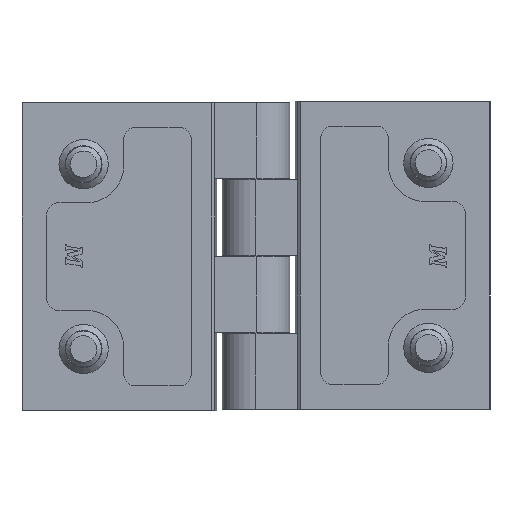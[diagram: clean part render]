
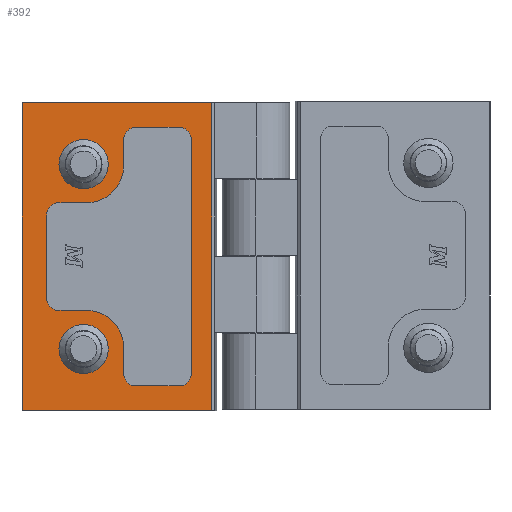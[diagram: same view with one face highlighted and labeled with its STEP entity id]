
A CAD part, front view. The second image highlights one B-rep face of the part: STEP entity #392.
In plain terms, the highlighted planar face has unit normal (0, -1, 0).
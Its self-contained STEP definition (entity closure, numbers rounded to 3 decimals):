
#392=ADVANCED_FACE('',(#726,#727,#728,#729),#730,.F.);
#726=FACE_BOUND('',#1372,.T.);
#727=FACE_OUTER_BOUND('',#1373,.T.);
#728=FACE_BOUND('',#1374,.T.);
#729=FACE_BOUND('',#1375,.T.);
#730=PLANE('',#1376);
#1372=EDGE_LOOP('',(#2257));
#1373=EDGE_LOOP('',(#2258,#2259,#2260,#2261));
#1374=EDGE_LOOP('',(#2262,#2263,#2264,#2265,#2266,#2267,#2268,#2269,#2270,#2271,#2272,#2273,#2274,#2275,#2276,#2277));
#1375=EDGE_LOOP('',(#2278));
#1376=AXIS2_PLACEMENT_3D('',#2279,#2280,#2281);
#2257=ORIENTED_EDGE('',*,*,#4555,.F.);
#2258=ORIENTED_EDGE('',*,*,#4637,.F.);
#2259=ORIENTED_EDGE('',*,*,#4664,.T.);
#2260=ORIENTED_EDGE('',*,*,#4642,.T.);
#2261=ORIENTED_EDGE('',*,*,#4665,.F.);
#2262=ORIENTED_EDGE('',*,*,#4575,.F.);
#2263=ORIENTED_EDGE('',*,*,#4666,.T.);
#2264=ORIENTED_EDGE('',*,*,#4579,.F.);
#2265=ORIENTED_EDGE('',*,*,#4667,.T.);
#2266=ORIENTED_EDGE('',*,*,#4581,.F.);
#2267=ORIENTED_EDGE('',*,*,#4668,.T.);
#2268=ORIENTED_EDGE('',*,*,#4584,.F.);
#2269=ORIENTED_EDGE('',*,*,#4669,.T.);
#2270=ORIENTED_EDGE('',*,*,#4588,.F.);
#2271=ORIENTED_EDGE('',*,*,#4670,.T.);
#2272=ORIENTED_EDGE('',*,*,#4590,.F.);
#2273=ORIENTED_EDGE('',*,*,#4671,.T.);
#2274=ORIENTED_EDGE('',*,*,#4593,.F.);
#2275=ORIENTED_EDGE('',*,*,#4672,.T.);
#2276=ORIENTED_EDGE('',*,*,#4597,.F.);
#2277=ORIENTED_EDGE('',*,*,#4673,.T.);
#2278=ORIENTED_EDGE('',*,*,#4553,.F.);
#2279=CARTESIAN_POINT('',(-2.6,-6.0,-50.0));
#2280=DIRECTION('',(-0.0,1.0,0.0));
#2281=DIRECTION('',(1.0,0.0,0.0));
#4553=EDGE_CURVE('',#5299,#5299,#5300,.T.);
#4555=EDGE_CURVE('',#5303,#5303,#5304,.T.);
#4575=EDGE_CURVE('',#5342,#5343,#5344,.T.);
#4579=EDGE_CURVE('',#5347,#5349,#5350,.T.);
#4581=EDGE_CURVE('',#5352,#5353,#5354,.T.);
#4584=EDGE_CURVE('',#5357,#5358,#5359,.T.);
#4588=EDGE_CURVE('',#5362,#5364,#5365,.T.);
#4590=EDGE_CURVE('',#5367,#5368,#5369,.T.);
#4593=EDGE_CURVE('',#5372,#5373,#5374,.T.);
#4597=EDGE_CURVE('',#5377,#5379,#5380,.T.);
#4637=EDGE_CURVE('',#5453,#5455,#5456,.T.);
#4642=EDGE_CURVE('',#5464,#5465,#5466,.T.);
#4664=EDGE_CURVE('',#5453,#5464,#5497,.T.);
#4665=EDGE_CURVE('',#5455,#5465,#5498,.T.);
#4666=EDGE_CURVE('',#5342,#5349,#5499,.F.);
#4667=EDGE_CURVE('',#5347,#5353,#5500,.T.);
#4668=EDGE_CURVE('',#5352,#5358,#5501,.T.);
#4669=EDGE_CURVE('',#5357,#5364,#5502,.F.);
#4670=EDGE_CURVE('',#5362,#5368,#5503,.T.);
#4671=EDGE_CURVE('',#5367,#5373,#5504,.T.);
#4672=EDGE_CURVE('',#5372,#5379,#5505,.T.);
#4673=EDGE_CURVE('',#5377,#5343,#5506,.T.);
#5299=VERTEX_POINT('',#6639);
#5300=CIRCLE('',#6640,4.0);
#5303=VERTEX_POINT('',#6643);
#5304=CIRCLE('',#6644,4.0);
#5342=VERTEX_POINT('',#6754);
#5343=VERTEX_POINT('',#6755);
#5344=LINE('',#6756,#6757);
#5347=VERTEX_POINT('',#6762);
#5349=VERTEX_POINT('',#6765);
#5350=LINE('',#6766,#6767);
#5352=VERTEX_POINT('',#6770);
#5353=VERTEX_POINT('',#6771);
#5354=LINE('',#6772,#6773);
#5357=VERTEX_POINT('',#6778);
#5358=VERTEX_POINT('',#6779);
#5359=LINE('',#6780,#6781);
#5362=VERTEX_POINT('',#6786);
#5364=VERTEX_POINT('',#6789);
#5365=LINE('',#6790,#6791);
#5367=VERTEX_POINT('',#6794);
#5368=VERTEX_POINT('',#6795);
#5369=LINE('',#6796,#6797);
#5372=VERTEX_POINT('',#6802);
#5373=VERTEX_POINT('',#6803);
#5374=LINE('',#6804,#6805);
#5377=VERTEX_POINT('',#6810);
#5379=VERTEX_POINT('',#6813);
#5380=LINE('',#6814,#6815);
#5453=VERTEX_POINT('',#6920);
#5455=VERTEX_POINT('',#6923);
#5456=LINE('',#6924,#6925);
#5464=VERTEX_POINT('',#6936);
#5465=VERTEX_POINT('',#6937);
#5466=LINE('',#6938,#6939);
#5497=LINE('',#6990,#6991);
#5498=LINE('',#6992,#6993);
#5499=CIRCLE('',#6994,6.0);
#5500=CIRCLE('',#6995,2.0);
#5501=CIRCLE('',#6996,2.0);
#5502=CIRCLE('',#6997,6.0);
#5503=CIRCLE('',#6998,2.0);
#5504=CIRCLE('',#6999,2.0);
#5505=CIRCLE('',#7000,2.0);
#5506=CIRCLE('',#7001,2.0);
#6639=CARTESIAN_POINT('',(-28.0,-6.0,-44.0));
#6640=AXIS2_PLACEMENT_3D('',#8724,#8725,#8726);
#6643=CARTESIAN_POINT('',(-28.0,-6.0,-14.0));
#6644=AXIS2_PLACEMENT_3D('',#8730,#8731,#8732);
#6754=CARTESIAN_POINT('',(-21.5,-6.0,-39.75));
#6755=CARTESIAN_POINT('',(-21.5,-6.0,-44.0));
#6756=CARTESIAN_POINT('',(-21.5,-6.0,-33.75));
#6757=VECTOR('',#8765,1.0);
#6762=CARTESIAN_POINT('',(-32.0,-6.0,-33.75));
#6765=CARTESIAN_POINT('',(-27.5,-6.0,-33.75));
#6766=CARTESIAN_POINT('',(-34.0,-6.0,-33.75));
#6767=VECTOR('',#8769,1.0);
#6770=CARTESIAN_POINT('',(-34.0,-6.0,-18.25));
#6771=CARTESIAN_POINT('',(-34.0,-6.0,-31.75));
#6772=CARTESIAN_POINT('',(-34.0,-6.0,-16.25));
#6773=VECTOR('',#8771,1.0);
#6778=CARTESIAN_POINT('',(-27.5,-6.0,-16.25));
#6779=CARTESIAN_POINT('',(-32.0,-6.0,-16.25));
#6780=CARTESIAN_POINT('',(-21.5,-6.0,-16.25));
#6781=VECTOR('',#8774,1.0);
#6786=CARTESIAN_POINT('',(-21.5,-6.0,-6.0));
#6789=CARTESIAN_POINT('',(-21.5,-6.0,-10.25));
#6790=CARTESIAN_POINT('',(-21.5,-6.0,-4.0));
#6791=VECTOR('',#8778,1.0);
#6794=CARTESIAN_POINT('',(-12.5,-6.0,-4.0));
#6795=CARTESIAN_POINT('',(-19.5,-6.0,-4.0));
#6796=CARTESIAN_POINT('',(-10.5,-6.0,-4.0));
#6797=VECTOR('',#8780,1.0);
#6802=CARTESIAN_POINT('',(-10.5,-6.0,-44.0));
#6803=CARTESIAN_POINT('',(-10.5,-6.0,-6.0));
#6804=CARTESIAN_POINT('',(-10.5,-6.0,-46.0));
#6805=VECTOR('',#8783,1.0);
#6810=CARTESIAN_POINT('',(-19.5,-6.0,-46.0));
#6813=CARTESIAN_POINT('',(-12.5,-6.0,-46.0));
#6814=CARTESIAN_POINT('',(-21.5,-6.0,-46.0));
#6815=VECTOR('',#8787,1.0);
#6920=CARTESIAN_POINT('',(-7.214,-6.0,-50.0));
#6923=CARTESIAN_POINT('',(-38.0,-6.0,-50.0));
#6924=CARTESIAN_POINT('',(-2.6,-6.0,-50.0));
#6925=VECTOR('',#8839,1.0);
#6936=CARTESIAN_POINT('',(-7.214,-6.0,0.0));
#6937=CARTESIAN_POINT('',(-38.0,-6.0,0.0));
#6938=CARTESIAN_POINT('',(-2.6,-6.0,0.0));
#6939=VECTOR('',#8846,1.0);
#6990=CARTESIAN_POINT('',(-7.214,-6.0,-50.0));
#6991=VECTOR('',#8870,1.0);
#6992=CARTESIAN_POINT('',(-38.0,-6.0,-50.0));
#6993=VECTOR('',#8871,1.0);
#6994=AXIS2_PLACEMENT_3D('',#8872,#8873,#8874);
#6995=AXIS2_PLACEMENT_3D('',#8875,#8876,#8877);
#6996=AXIS2_PLACEMENT_3D('',#8878,#8879,#8880);
#6997=AXIS2_PLACEMENT_3D('',#8881,#8882,#8883);
#6998=AXIS2_PLACEMENT_3D('',#8884,#8885,#8886);
#6999=AXIS2_PLACEMENT_3D('',#8887,#8888,#8889);
#7000=AXIS2_PLACEMENT_3D('',#8890,#8891,#8892);
#7001=AXIS2_PLACEMENT_3D('',#8893,#8894,#8895);
#8724=CARTESIAN_POINT('',(-28.0,-6.0,-40.0));
#8725=DIRECTION('',(0.0,-1.0,0.0));
#8726=DIRECTION('',(0.0,0.0,-1.0));
#8730=CARTESIAN_POINT('',(-28.0,-6.0,-10.0));
#8731=DIRECTION('',(0.0,-1.0,0.0));
#8732=DIRECTION('',(0.0,0.0,-1.0));
#8765=DIRECTION('',(0.0,0.0,-1.0));
#8769=DIRECTION('',(1.0,0.0,0.0));
#8771=DIRECTION('',(0.0,0.0,-1.0));
#8774=DIRECTION('',(-1.0,0.0,0.0));
#8778=DIRECTION('',(0.0,0.0,-1.0));
#8780=DIRECTION('',(-1.0,0.0,0.0));
#8783=DIRECTION('',(0.0,0.0,1.0));
#8787=DIRECTION('',(1.0,0.0,0.0));
#8839=DIRECTION('',(-1.0,0.0,0.0));
#8846=DIRECTION('',(-1.0,0.0,0.0));
#8870=DIRECTION('',(0.0,0.0,1.0));
#8871=DIRECTION('',(0.0,0.0,1.0));
#8872=CARTESIAN_POINT('',(-27.5,-6.0,-39.75));
#8873=DIRECTION('',(0.0,1.0,0.0));
#8874=DIRECTION('',(0.0,0.0,1.0));
#8875=CARTESIAN_POINT('',(-32.0,-6.0,-31.75));
#8876=DIRECTION('',(0.0,1.0,0.0));
#8877=DIRECTION('',(0.0,0.0,1.0));
#8878=CARTESIAN_POINT('',(-32.0,-6.0,-18.25));
#8879=DIRECTION('',(0.0,1.0,0.0));
#8880=DIRECTION('',(0.0,0.0,1.0));
#8881=CARTESIAN_POINT('',(-27.5,-6.0,-10.25));
#8882=DIRECTION('',(0.0,1.0,0.0));
#8883=DIRECTION('',(0.0,0.0,1.0));
#8884=CARTESIAN_POINT('',(-19.5,-6.0,-6.0));
#8885=DIRECTION('',(0.0,1.0,0.0));
#8886=DIRECTION('',(0.0,0.0,1.0));
#8887=CARTESIAN_POINT('',(-12.5,-6.0,-6.0));
#8888=DIRECTION('',(0.0,1.0,0.0));
#8889=DIRECTION('',(0.0,0.0,1.0));
#8890=CARTESIAN_POINT('',(-12.5,-6.0,-44.0));
#8891=DIRECTION('',(0.0,1.0,0.0));
#8892=DIRECTION('',(0.0,0.0,1.0));
#8893=CARTESIAN_POINT('',(-19.5,-6.0,-44.0));
#8894=DIRECTION('',(0.0,1.0,0.0));
#8895=DIRECTION('',(0.0,0.0,1.0));
